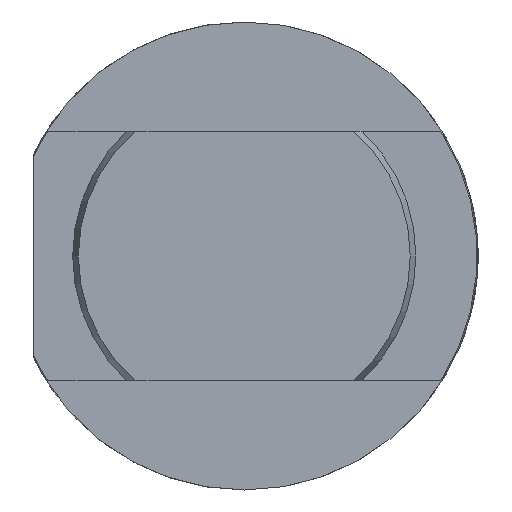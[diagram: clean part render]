
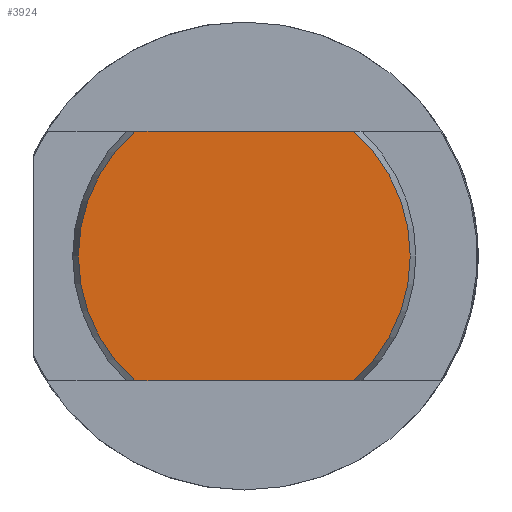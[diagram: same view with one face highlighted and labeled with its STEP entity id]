
A CAD part, left-side view. The second image highlights one B-rep face of the part: STEP entity #3924.
In plain terms, the highlighted planar face has unit normal (-1, 0, 0).
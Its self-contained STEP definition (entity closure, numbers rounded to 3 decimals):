
#308 = CARTESIAN_POINT ( 'NONE',  ( 0., 7.009, 8. ) ) ;
#309 = CARTESIAN_POINT ( 'NONE',  ( 0., -7.009, 8. ) ) ;
#316 = CARTESIAN_POINT ( 'NONE',  ( 0., 7.009, -8. ) ) ;
#382 = CARTESIAN_POINT ( 'NONE',  ( 0., -7.009, -8. ) ) ;
#568 = CARTESIAN_POINT ( 'NONE',  ( 0., 0., 0. ) ) ;
#569 = PLANE ( 'NONE',  #2658 ) ;
#570 = DIRECTION ( 'NONE',  ( 1., 0., 0. ) ) ;
#571 = DIRECTION ( 'NONE',  ( 0., 0., -1. ) ) ;
#1056 = ORIENTED_EDGE ( 'NONE', *, *, #2274, .T. ) ;
#1088 = ORIENTED_EDGE ( 'NONE', *, *, #2273, .F. ) ;
#1090 = ORIENTED_EDGE ( 'NONE', *, *, #2259, .T. ) ;
#1394 = ORIENTED_EDGE ( 'NONE', *, *, #2275, .F. ) ;
#1685 = EDGE_LOOP ( 'NONE', ( #1056, #1088, #1090, #1394 ) ) ;
#1949 = CIRCLE ( 'NONE', #2529, 10.636 ) ;
#1952 = LINE ( 'NONE', #3022, #1959 ) ;
#1957 = LINE ( 'NONE', #2988, #1958 ) ;
#1958 = VECTOR ( 'NONE', #2990, 1000. ) ;
#1959 = VECTOR ( 'NONE', #3054, 1000. ) ;
#1963 = CIRCLE ( 'NONE', #2537, 10.636 ) ;
#2259 = EDGE_CURVE ( 'NONE', #3263, #3190, #1949, .T. ) ;
#2273 = EDGE_CURVE ( 'NONE', #3263, #3197, #1957, .T. ) ;
#2274 = EDGE_CURVE ( 'NONE', #3189, #3197, #1963, .T. ) ;
#2275 = EDGE_CURVE ( 'NONE', #3189, #3190, #1952, .T. ) ;
#2529 = AXIS2_PLACEMENT_3D ( 'NONE', #3528, #3466, #3476 ) ;
#2537 = AXIS2_PLACEMENT_3D ( 'NONE', #3023, #3033, #3026 ) ;
#2658 = AXIS2_PLACEMENT_3D ( 'NONE', #568, #570, #571 ) ;
#2791 = FACE_OUTER_BOUND ( 'NONE', #1685, .T. ) ;
#2988 = CARTESIAN_POINT ( 'NONE',  ( 0., 12.75, -8. ) ) ;
#2990 = DIRECTION ( 'NONE',  ( 0., 1., 0. ) ) ;
#3022 = CARTESIAN_POINT ( 'NONE',  ( 0., 12.75, 8. ) ) ;
#3023 = CARTESIAN_POINT ( 'NONE',  ( 0., 0., 0. ) ) ;
#3026 = DIRECTION ( 'NONE',  ( 0., 0., -1. ) ) ;
#3033 = DIRECTION ( 'NONE',  ( -1., 0., 0. ) ) ;
#3054 = DIRECTION ( 'NONE',  ( 0., -1., 0. ) ) ;
#3189 = VERTEX_POINT ( 'NONE', #308 ) ;
#3190 = VERTEX_POINT ( 'NONE', #309 ) ;
#3197 = VERTEX_POINT ( 'NONE', #316 ) ;
#3263 = VERTEX_POINT ( 'NONE', #382 ) ;
#3466 = DIRECTION ( 'NONE',  ( -1., 0., 0. ) ) ;
#3476 = DIRECTION ( 'NONE',  ( 0., 0., -1. ) ) ;
#3528 = CARTESIAN_POINT ( 'NONE',  ( 0., 0., 0. ) ) ;
#3924 = ADVANCED_FACE ( 'NONE', ( #2791 ), #569, .F. ) ;
